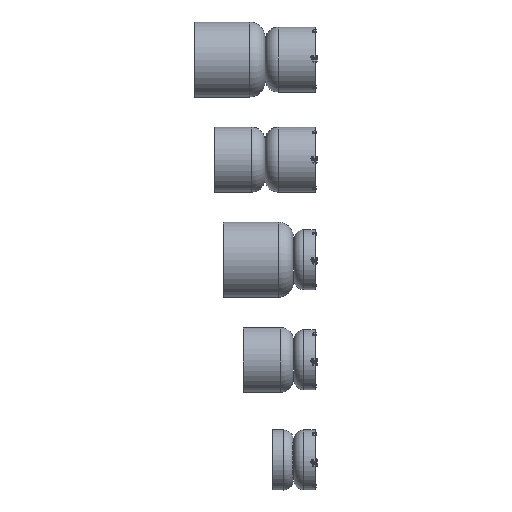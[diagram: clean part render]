
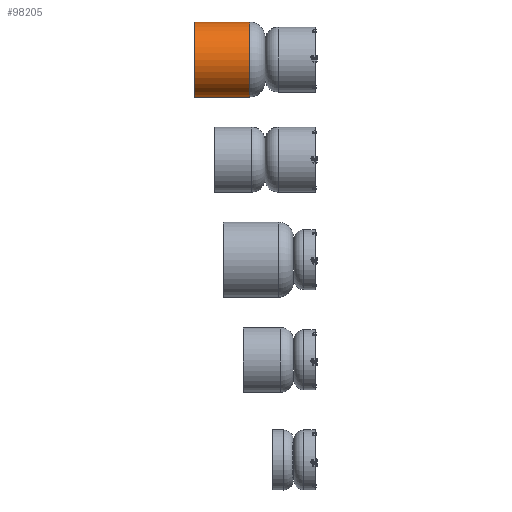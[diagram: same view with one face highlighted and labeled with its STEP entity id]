
A CAD part, left-side view. The second image highlights one B-rep face of the part: STEP entity #98205.
In plain terms, the highlighted cylindrical face has radius 190.5 mm (diameter 381 mm), a partial arc.
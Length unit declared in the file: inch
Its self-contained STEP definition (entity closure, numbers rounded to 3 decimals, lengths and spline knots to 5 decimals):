
#1013 = DIRECTION ( 'NONE',  ( 0., 0., -1. ) ) ;
#10103 = EDGE_LOOP ( 'NONE', ( #77896, #59291, #137343, #208671 ) ) ;
#13909 = CARTESIAN_POINT ( 'NONE',  ( 0.00429, 15.7314, 72.5 ) ) ;
#29764 = DIRECTION ( 'NONE',  ( 0., 0., -1. ) ) ;
#38496 = VERTEX_POINT ( 'NONE', #178184 ) ;
#38904 = DIRECTION ( 'NONE',  ( 0., 1., 0. ) ) ;
#44561 = LINE ( 'NONE', #155810, #80729 ) ;
#48516 = VERTEX_POINT ( 'NONE', #208234 ) ;
#53771 = VERTEX_POINT ( 'NONE', #181083 ) ;
#54236 = CYLINDRICAL_SURFACE ( 'NONE', #130922, 7.5 ) ;
#59291 = ORIENTED_EDGE ( 'NONE', *, *, #162080, .T. ) ;
#67753 = CIRCLE ( 'NONE', #132012, 7.5 ) ;
#71597 = DIRECTION ( 'NONE',  ( 0., 0., -1. ) ) ;
#77896 = ORIENTED_EDGE ( 'NONE', *, *, #139642, .T. ) ;
#80729 = VECTOR ( 'NONE', #191819, 39.37008 ) ;
#89595 = CARTESIAN_POINT ( 'NONE',  ( 0.00429, 4.7314, 80. ) ) ;
#94276 = CARTESIAN_POINT ( 'NONE',  ( 0.00429, 15.7314, 80. ) ) ;
#94314 = CARTESIAN_POINT ( 'NONE',  ( 0.00429, 15.7314, 80. ) ) ;
#98205 = ADVANCED_FACE ( 'NONE', ( #187707 ), #54236, .T. ) ;
#104286 = CIRCLE ( 'NONE', #127942, 7.5 ) ;
#108284 = DIRECTION ( 'NONE',  ( 0., 1., 0. ) ) ;
#109526 = VERTEX_POINT ( 'NONE', #126557 ) ;
#110362 = LINE ( 'NONE', #13909, #160662 ) ;
#126557 = CARTESIAN_POINT ( 'NONE',  ( 0.00429, 15.7314, 72.5 ) ) ;
#127942 = AXIS2_PLACEMENT_3D ( 'NONE', #94314, #178168, #1013 ) ;
#130922 = AXIS2_PLACEMENT_3D ( 'NONE', #94276, #140887, #29764 ) ;
#132012 = AXIS2_PLACEMENT_3D ( 'NONE', #89595, #38904, #71597 ) ;
#137343 = ORIENTED_EDGE ( 'NONE', *, *, #150014, .F. ) ;
#139642 = EDGE_CURVE ( 'NONE', #48516, #53771, #67753, .T. ) ;
#140887 = DIRECTION ( 'NONE',  ( 0., 1., 0. ) ) ;
#150014 = EDGE_CURVE ( 'NONE', #109526, #38496, #104286, .T. ) ;
#155810 = CARTESIAN_POINT ( 'NONE',  ( 0.00429, 15.7314, 87.5 ) ) ;
#160662 = VECTOR ( 'NONE', #108284, 39.37008 ) ;
#162080 = EDGE_CURVE ( 'NONE', #53771, #38496, #44561, .T. ) ;
#178168 = DIRECTION ( 'NONE',  ( 0., 1., 0. ) ) ;
#178184 = CARTESIAN_POINT ( 'NONE',  ( 0.00429, 15.7314, 87.5 ) ) ;
#181083 = CARTESIAN_POINT ( 'NONE',  ( 0.00429, 4.7314, 87.5 ) ) ;
#187707 = FACE_OUTER_BOUND ( 'NONE', #10103, .T. ) ;
#191819 = DIRECTION ( 'NONE',  ( 0., 1., 0. ) ) ;
#194319 = EDGE_CURVE ( 'NONE', #48516, #109526, #110362, .T. ) ;
#208234 = CARTESIAN_POINT ( 'NONE',  ( 0.00429, 4.7314, 72.5 ) ) ;
#208671 = ORIENTED_EDGE ( 'NONE', *, *, #194319, .F. ) ;
